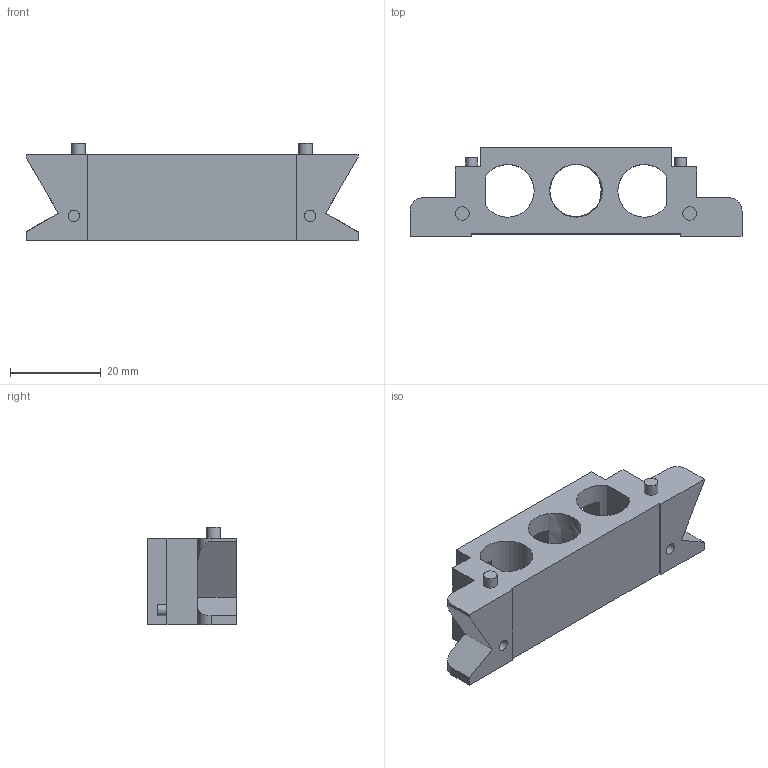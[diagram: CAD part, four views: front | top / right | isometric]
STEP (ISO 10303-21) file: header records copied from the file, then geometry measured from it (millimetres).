
FILE_DESCRIPTION((''),'2;1');
FILE_NAME('2430_01.stp','2006-01-04T09:07:20',('rivolro1'),(''),'Autodesk Inventor 10','Autodesk Inventor 10','');
FILE_SCHEMA(('AUTOMOTIVE_DESIGN { 1 0 10303 214 1 1 1 1 }'));
Length unit declared in the file: millimetre
Products named in the file (1): 2430_01
Bounding box: 73 x 19.5 x 21.5 mm (x, y, z)
Volume: 13965.5 mm3; surface area: 7528.3 mm2
Topology: 1 solids, 1 shells, 65 faces, 160 edges, 107 vertices
Faces by surface type: plane 42, bspline 13, cylinder 10
Full cylindrical faces by diameter (mm): 2.5 x2, 3 x2
Entity records: 1996 total; most frequent: CARTESIAN_POINT 457, ORIENTED_EDGE 296, DIRECTION 294, EDGE_CURVE 148, VECTOR 108, LINE 108, VERTEX_POINT 106, EDGE_LOOP 98
